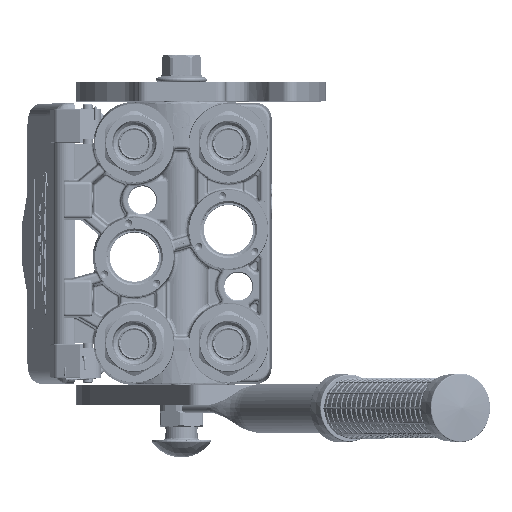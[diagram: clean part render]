
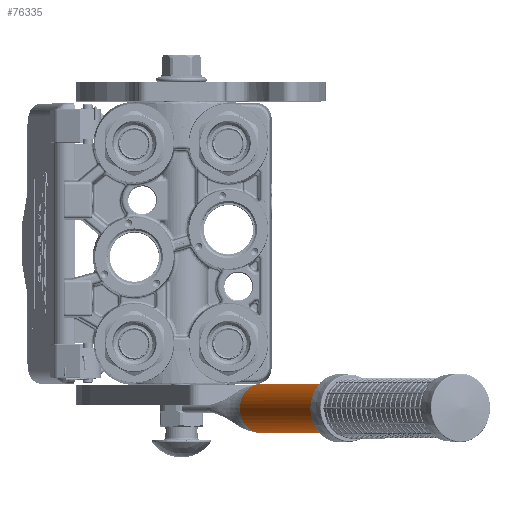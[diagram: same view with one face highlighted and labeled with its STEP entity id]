
A CAD part, top view. The second image highlights one B-rep face of the part: STEP entity #76335.
In plain terms, the highlighted cylindrical face has radius 12.5 mm (diameter 25 mm), a partial arc.
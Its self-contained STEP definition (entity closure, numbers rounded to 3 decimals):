
#3431 = VERTEX_POINT ( 'NONE', #138881 ) ;
#3750 = CIRCLE ( 'NONE', #240158, 12.5 ) ;
#8956 = CARTESIAN_POINT ( 'NONE',  ( 12.5, 198., 0. ) ) ;
#13563 = CARTESIAN_POINT ( 'NONE',  ( -12.5, 0.24, 0. ) ) ;
#21008 = VERTEX_POINT ( 'NONE', #8956 ) ;
#21606 = CYLINDRICAL_SURFACE ( 'NONE', #212147, 12.5 ) ;
#25122 = AXIS2_PLACEMENT_3D ( 'NONE', #97199, #235270, #155029 ) ;
#26295 = EDGE_CURVE ( 'NONE', #3431, #21008, #120754, .T. ) ;
#27417 = LINE ( 'NONE', #13563, #160160 ) ;
#28759 = DIRECTION ( 'NONE',  ( 0., 1., 0. ) ) ;
#34286 = DIRECTION ( 'NONE',  ( 0., 1., 0. ) ) ;
#37103 = ORIENTED_EDGE ( 'NONE', *, *, #205342, .F. ) ;
#48921 = CARTESIAN_POINT ( 'NONE',  ( 0., 198., 0. ) ) ;
#51194 = DIRECTION ( 'NONE',  ( -0.994, 0., 0.109 ) ) ;
#59374 = VERTEX_POINT ( 'NONE', #73370 ) ;
#61942 = CARTESIAN_POINT ( 'NONE',  ( 12.5, 0.24, 0. ) ) ;
#64725 = CARTESIAN_POINT ( 'NONE',  ( -12.5, 0.24, 0.216 ) ) ;
#67262 = CARTESIAN_POINT ( 'NONE',  ( -12.452, 0.083, 1.1 ) ) ;
#72864 = VERTEX_POINT ( 'NONE', #203674 ) ;
#73370 = CARTESIAN_POINT ( 'NONE',  ( 12.5, 0.24, 0. ) ) ;
#76335 = ADVANCED_FACE ( 'NONE', ( #194416 ), #21606, .T. ) ;
#79195 = CARTESIAN_POINT ( 'NONE',  ( 12.5, 0.24, 0.108 ) ) ;
#80359 = ORIENTED_EDGE ( 'NONE', *, *, #26295, .F. ) ;
#81723 = CARTESIAN_POINT ( 'NONE',  ( 12.486, 0.195, 0.586 ) ) ;
#83672 = CARTESIAN_POINT ( 'NONE',  ( -12.479, 0.172, 0.721 ) ) ;
#84504 = CARTESIAN_POINT ( 'NONE',  ( -12.441, 0.049, 1.219 ) ) ;
#85348 = CARTESIAN_POINT ( 'NONE',  ( -12.478, 0.167, 0.748 ) ) ;
#86200 = EDGE_CURVE ( 'NONE', #151360, #207422, #100424, .T. ) ;
#86872 = DIRECTION ( 'NONE',  ( -1., 0., 0. ) ) ;
#88427 = EDGE_CURVE ( 'NONE', #96190, #151360, #3750, .T. ) ;
#96190 = VERTEX_POINT ( 'NONE', #197939 ) ;
#97199 = CARTESIAN_POINT ( 'NONE',  ( 0., 0., 0. ) ) ;
#100424 = CIRCLE ( 'NONE', #25122, 12.5 ) ;
#101602 = CARTESIAN_POINT ( 'NONE',  ( 12.481, 0.178, 0.688 ) ) ;
#103520 = CARTESIAN_POINT ( 'NONE',  ( -12.5, 0.24, 0. ) ) ;
#105229 = CARTESIAN_POINT ( 'NONE',  ( -12.471, 0.146, 0.847 ) ) ;
#106921 = CARTESIAN_POINT ( 'NONE',  ( -12.466, 0.127, 0.927 ) ) ;
#115294 = ORIENTED_EDGE ( 'NONE', *, *, #86200, .T. ) ;
#117294 = ORIENTED_EDGE ( 'NONE', *, *, #179283, .F. ) ;
#118020 = CARTESIAN_POINT ( 'NONE',  ( 12.482, 0.182, 0.665 ) ) ;
#119735 = CARTESIAN_POINT ( 'NONE',  ( 12.426, 0., 1.36 ) ) ;
#120754 = CIRCLE ( 'NONE', #144128, 12.5 ) ;
#124137 = B_SPLINE_CURVE_WITH_KNOTS ( 'NONE', 3,
 ( #61942, #79195, #139530, #237955, #137835, #199910, #81723, #218084, #118020, #238793, #159419, #101602, #219792, #140381, #119735 ),
 .UNSPECIFIED., .F., .F.,
 ( 4, 2, 2, 1, 1, 1, 2, 2, 4 ),
 ( 0., 0.25, 0.375, 0.437, 0.469, 0.484, 0.492, 0.5, 1. ),
 .UNSPECIFIED. ) ;
#126945 = CARTESIAN_POINT ( 'NONE',  ( 12.5, 0.24, 0. ) ) ;
#137835 = CARTESIAN_POINT ( 'NONE',  ( 12.492, 0.214, 0.452 ) ) ;
#138881 = CARTESIAN_POINT ( 'NONE',  ( -12.5, 198., 0. ) ) ;
#139530 = CARTESIAN_POINT ( 'NONE',  ( 12.499, 0.235, 0.221 ) ) ;
#140381 = CARTESIAN_POINT ( 'NONE',  ( 12.456, 0.096, 1.087 ) ) ;
#141753 = EDGE_CURVE ( 'NONE', #96190, #72864, #193045, .T. ) ;
#144128 = AXIS2_PLACEMENT_3D ( 'NONE', #48921, #243078, #86872 ) ;
#144870 = CARTESIAN_POINT ( 'NONE',  ( -12.467, 0.131, 0.91 ) ) ;
#147608 = DIRECTION ( 'NONE',  ( 0., 1., 0. ) ) ;
#151360 = VERTEX_POINT ( 'NONE', #228987 ) ;
#154021 = ORIENTED_EDGE ( 'NONE', *, *, #180167, .T. ) ;
#155029 = DIRECTION ( 'NONE',  ( -0.994, 0., 0.109 ) ) ;
#155137 = ORIENTED_EDGE ( 'NONE', *, *, #141753, .F. ) ;
#156722 = VECTOR ( 'NONE', #147608, 1000. ) ;
#159419 = CARTESIAN_POINT ( 'NONE',  ( 12.481, 0.178, 0.683 ) ) ;
#160160 = VECTOR ( 'NONE', #34286, 1000. ) ;
#161933 = ORIENTED_EDGE ( 'NONE', *, *, #88427, .T. ) ;
#167678 = CARTESIAN_POINT ( 'NONE',  ( 0., 0., 0. ) ) ;
#179283 = EDGE_CURVE ( 'NONE', #72864, #3431, #27417, .T. ) ;
#180167 = EDGE_CURVE ( 'NONE', #59374, #21008, #209210, .T. ) ;
#182894 = CARTESIAN_POINT ( 'NONE',  ( -12.468, 0.136, 0.889 ) ) ;
#189527 = DIRECTION ( 'NONE',  ( 1., 0., 0. ) ) ;
#193045 = B_SPLINE_CURVE_WITH_KNOTS ( 'NONE', 3,
 ( #244123, #84504, #67262, #243267, #223441, #106921, #221778, #144870, #182894, #105229, #203586, #85348, #83672, #204423, #64725, #103520 ),
 .UNSPECIFIED., .F., .F.,
 ( 4, 2, 1, 2, 2, 1, 2, 2, 4 ),
 ( 0., 0.25, 0.312, 0.328, 0.344, 0.375, 0.437, 0.5, 1. ),
 .UNSPECIFIED. ) ;
#194416 = FACE_OUTER_BOUND ( 'NONE', #214417, .T. ) ;
#195758 = CARTESIAN_POINT ( 'NONE',  ( 12.426, 0., 1.36 ) ) ;
#197939 = CARTESIAN_POINT ( 'NONE',  ( -12.426, 0., 1.36 ) ) ;
#199910 = CARTESIAN_POINT ( 'NONE',  ( 12.488, 0.202, 0.541 ) ) ;
#203586 = CARTESIAN_POINT ( 'NONE',  ( -12.474, 0.155, 0.804 ) ) ;
#203674 = CARTESIAN_POINT ( 'NONE',  ( -12.5, 0.24, 0. ) ) ;
#204423 = CARTESIAN_POINT ( 'NONE',  ( -12.494, 0.221, 0.449 ) ) ;
#205342 = EDGE_CURVE ( 'NONE', #59374, #207422, #124137, .T. ) ;
#207422 = VERTEX_POINT ( 'NONE', #195758 ) ;
#208542 = DIRECTION ( 'NONE',  ( 0., -1., 0. ) ) ;
#209210 = LINE ( 'NONE', #126945, #156722 ) ;
#212147 = AXIS2_PLACEMENT_3D ( 'NONE', #226696, #208542, #189527 ) ;
#214417 = EDGE_LOOP ( 'NONE', ( #154021, #80359, #117294, #155137, #161933, #115294, #37103 ) ) ;
#218084 = CARTESIAN_POINT ( 'NONE',  ( 12.484, 0.186, 0.638 ) ) ;
#219792 = CARTESIAN_POINT ( 'NONE',  ( 12.472, 0.146, 0.859 ) ) ;
#221778 = CARTESIAN_POINT ( 'NONE',  ( -12.466, 0.13, 0.917 ) ) ;
#223441 = CARTESIAN_POINT ( 'NONE',  ( -12.464, 0.121, 0.953 ) ) ;
#226696 = CARTESIAN_POINT ( 'NONE',  ( 0., 0., 0. ) ) ;
#228987 = CARTESIAN_POINT ( 'NONE',  ( 0., 0., 12.5 ) ) ;
#235270 = DIRECTION ( 'NONE',  ( 0., 1., 0. ) ) ;
#237955 = CARTESIAN_POINT ( 'NONE',  ( 12.494, 0.22, 0.394 ) ) ;
#238793 = CARTESIAN_POINT ( 'NONE',  ( 12.482, 0.18, 0.676 ) ) ;
#240158 = AXIS2_PLACEMENT_3D ( 'NONE', #167678, #28759, #51194 ) ;
#243078 = DIRECTION ( 'NONE',  ( 0., 1., 0. ) ) ;
#243267 = CARTESIAN_POINT ( 'NONE',  ( -12.461, 0.114, 0.981 ) ) ;
#244123 = CARTESIAN_POINT ( 'NONE',  ( -12.426, 0., 1.36 ) ) ;
